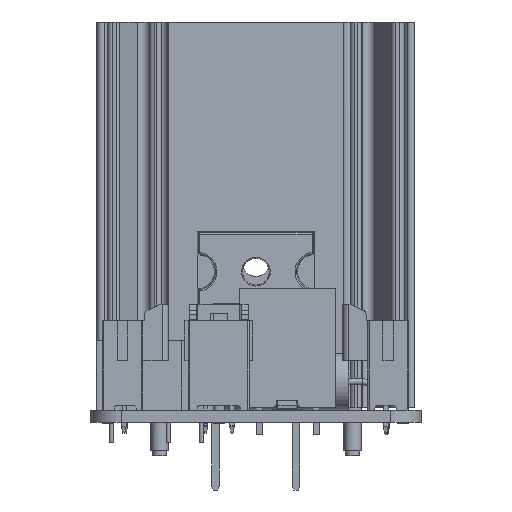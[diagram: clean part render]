
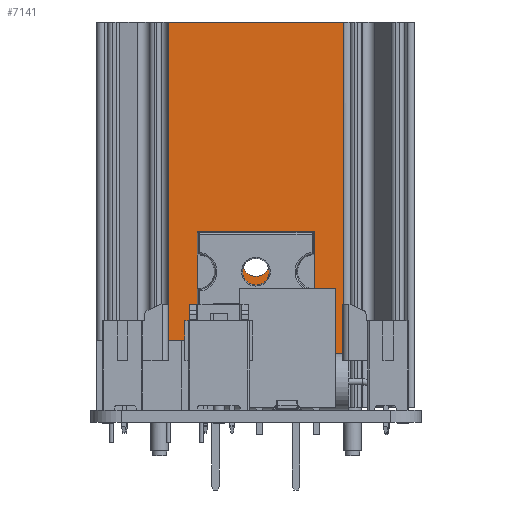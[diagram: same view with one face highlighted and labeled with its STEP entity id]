
A CAD part, left-side view. The second image highlights one B-rep face of the part: STEP entity #7141.
In plain terms, the highlighted planar face has unit normal (-1, 0, 0).
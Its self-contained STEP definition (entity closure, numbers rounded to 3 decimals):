
#4532 = VERTEX_POINT('',#4533);
#4533 = CARTESIAN_POINT('',(28.489,11.558,0.35));
#4540 = EDGE_CURVE('',#4532,#4541,#4543,.T.);
#4541 = VERTEX_POINT('',#4542);
#4542 = CARTESIAN_POINT('',(28.489,-11.531,0.35));
#4543 = LINE('',#4544,#4545);
#4544 = CARTESIAN_POINT('',(28.489,11.558,0.35));
#4545 = VECTOR('',#4546,1.);
#4546 = DIRECTION('',(0.,-1.,0.));
#7071 = VERTEX_POINT('',#7072);
#7072 = CARTESIAN_POINT('',(28.489,-11.531,51.15));
#7082 = EDGE_CURVE('',#7071,#4541,#7083,.T.);
#7083 = LINE('',#7084,#7085);
#7084 = CARTESIAN_POINT('',(28.489,-11.531,51.15));
#7085 = VECTOR('',#7086,1.);
#7086 = DIRECTION('',(-0.,0.,-1.));
#7141 = ADVANCED_FACE('',(#7142,#7160),#7180,.T.);
#7142 = FACE_BOUND('',#7143,.T.);
#7143 = EDGE_LOOP('',(#7144,#7145,#7153,#7159));
#7144 = ORIENTED_EDGE('',*,*,#7082,.F.);
#7145 = ORIENTED_EDGE('',*,*,#7146,.F.);
#7146 = EDGE_CURVE('',#7147,#7071,#7149,.T.);
#7147 = VERTEX_POINT('',#7148);
#7148 = CARTESIAN_POINT('',(28.489,11.558,51.15));
#7149 = LINE('',#7150,#7151);
#7150 = CARTESIAN_POINT('',(28.489,11.558,51.15));
#7151 = VECTOR('',#7152,1.);
#7152 = DIRECTION('',(0.,-1.,0.));
#7153 = ORIENTED_EDGE('',*,*,#7154,.F.);
#7154 = EDGE_CURVE('',#4532,#7147,#7155,.T.);
#7155 = LINE('',#7156,#7157);
#7156 = CARTESIAN_POINT('',(28.489,11.558,0.35));
#7157 = VECTOR('',#7158,1.);
#7158 = DIRECTION('',(0.,0.,1.));
#7159 = ORIENTED_EDGE('',*,*,#4540,.T.);
#7160 = FACE_BOUND('',#7161,.T.);
#7161 = EDGE_LOOP('',(#7162,#7173));
#7162 = ORIENTED_EDGE('',*,*,#7163,.T.);
#7163 = EDGE_CURVE('',#7164,#7166,#7168,.T.);
#7164 = VERTEX_POINT('',#7165);
#7165 = CARTESIAN_POINT('',(28.489,1.792,19.4));
#7166 = VERTEX_POINT('',#7167);
#7167 = CARTESIAN_POINT('',(28.489,-1.764,19.4));
#7168 = CIRCLE('',#7169,1.778);
#7169 = AXIS2_PLACEMENT_3D('',#7170,#7171,#7172);
#7170 = CARTESIAN_POINT('',(28.489,0.014,19.4));
#7171 = DIRECTION('',(1.,0.,0.));
#7172 = DIRECTION('',(0.,1.,0.));
#7173 = ORIENTED_EDGE('',*,*,#7174,.T.);
#7174 = EDGE_CURVE('',#7166,#7164,#7175,.T.);
#7175 = CIRCLE('',#7176,1.778);
#7176 = AXIS2_PLACEMENT_3D('',#7177,#7178,#7179);
#7177 = CARTESIAN_POINT('',(28.489,0.014,19.4));
#7178 = DIRECTION('',(1.,0.,-0.));
#7179 = DIRECTION('',(0.,-1.,0.));
#7180 = PLANE('',#7181);
#7181 = AXIS2_PLACEMENT_3D('',#7182,#7183,#7184);
#7182 = CARTESIAN_POINT('',(28.489,12.46,0.35));
#7183 = DIRECTION('',(-1.,0.,0.));
#7184 = DIRECTION('',(0.,-1.,0.));
